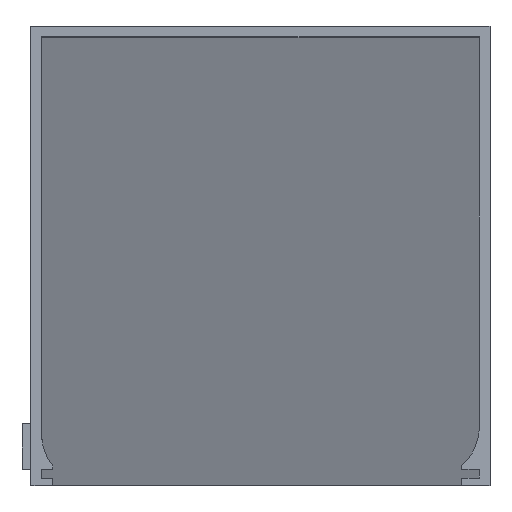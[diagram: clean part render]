
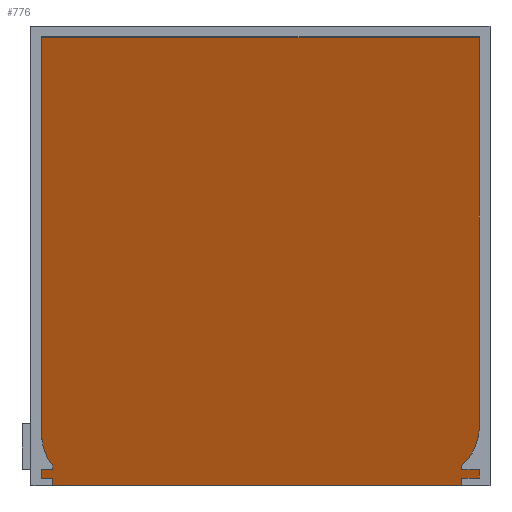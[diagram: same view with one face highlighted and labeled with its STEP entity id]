
A CAD part, top view. The second image highlights one B-rep face of the part: STEP entity #776.
In plain terms, the highlighted planar face has unit normal (0, -0.359, 0.933).
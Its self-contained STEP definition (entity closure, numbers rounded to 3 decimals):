
#15=ELLIPSE('',#814,16.071,15.);
#16=ELLIPSE('',#819,16.071,15.);
#47=PLANE('',#824);
#85=FACE_OUTER_BOUND('',#127,.T.);
#127=EDGE_LOOP('',(#663,#664,#665,#666,#667,#668,#669,#670,#671,#672,#673,
#674,#675,#676,#677,#678));
#150=LINE('',#1083,#247);
#152=LINE('',#1089,#249);
#159=LINE('',#1103,#256);
#163=LINE('',#1110,#260);
#166=LINE('',#1116,#263);
#206=LINE('',#1242,#303);
#216=LINE('',#1270,#313);
#217=LINE('',#1273,#314);
#220=LINE('',#1279,#317);
#224=LINE('',#1285,#321);
#225=LINE('',#1287,#322);
#226=LINE('',#1289,#323);
#227=LINE('',#1290,#324);
#228=LINE('',#1291,#325);
#247=VECTOR('',#849,10.);
#249=VECTOR('',#853,10.);
#256=VECTOR('',#864,10.);
#260=VECTOR('',#870,10.);
#263=VECTOR('',#875,10.);
#303=VECTOR('',#951,10.);
#313=VECTOR('',#977,10.);
#314=VECTOR('',#980,10.);
#317=VECTOR('',#985,10.);
#321=VECTOR('',#991,10.);
#322=VECTOR('',#994,10.);
#323=VECTOR('',#995,10.);
#324=VECTOR('',#996,10.);
#325=VECTOR('',#997,10.);
#345=VERTEX_POINT('',#1068);
#352=VERTEX_POINT('',#1081);
#354=VERTEX_POINT('',#1086);
#355=VERTEX_POINT('',#1088);
#360=VERTEX_POINT('',#1102);
#362=VERTEX_POINT('',#1108);
#364=VERTEX_POINT('',#1114);
#395=VERTEX_POINT('',#1239);
#396=VERTEX_POINT('',#1241);
#399=VERTEX_POINT('',#1249);
#403=VERTEX_POINT('',#1260);
#404=VERTEX_POINT('',#1262);
#406=VERTEX_POINT('',#1268);
#407=VERTEX_POINT('',#1272);
#409=VERTEX_POINT('',#1278);
#411=VERTEX_POINT('',#1288);
#426=EDGE_CURVE('',#345,#352,#150,.T.);
#428=EDGE_CURVE('',#354,#355,#152,.T.);
#435=EDGE_CURVE('',#360,#345,#159,.T.);
#439=EDGE_CURVE('',#352,#362,#163,.T.);
#442=EDGE_CURVE('',#362,#364,#166,.T.);
#487=EDGE_CURVE('',#395,#396,#206,.T.);
#492=EDGE_CURVE('',#395,#399,#15,.T.);
#497=EDGE_CURVE('',#404,#403,#16,.T.);
#501=EDGE_CURVE('',#403,#406,#216,.T.);
#502=EDGE_CURVE('',#407,#404,#217,.T.);
#505=EDGE_CURVE('',#409,#407,#220,.T.);
#509=EDGE_CURVE('',#364,#409,#224,.T.);
#510=EDGE_CURVE('',#396,#406,#225,.T.);
#511=EDGE_CURVE('',#399,#411,#226,.T.);
#512=EDGE_CURVE('',#411,#355,#227,.T.);
#513=EDGE_CURVE('',#354,#360,#228,.T.);
#663=ORIENTED_EDGE('',*,*,#435,.T.);
#664=ORIENTED_EDGE('',*,*,#426,.T.);
#665=ORIENTED_EDGE('',*,*,#439,.T.);
#666=ORIENTED_EDGE('',*,*,#442,.T.);
#667=ORIENTED_EDGE('',*,*,#509,.T.);
#668=ORIENTED_EDGE('',*,*,#505,.T.);
#669=ORIENTED_EDGE('',*,*,#502,.T.);
#670=ORIENTED_EDGE('',*,*,#497,.T.);
#671=ORIENTED_EDGE('',*,*,#501,.T.);
#672=ORIENTED_EDGE('',*,*,#510,.F.);
#673=ORIENTED_EDGE('',*,*,#487,.F.);
#674=ORIENTED_EDGE('',*,*,#492,.T.);
#675=ORIENTED_EDGE('',*,*,#511,.T.);
#676=ORIENTED_EDGE('',*,*,#512,.T.);
#677=ORIENTED_EDGE('',*,*,#428,.F.);
#678=ORIENTED_EDGE('',*,*,#513,.T.);
#776=ADVANCED_FACE('',(#85),#47,.T.);
#814=AXIS2_PLACEMENT_3D('',#1251,#958,#959);
#819=AXIS2_PLACEMENT_3D('',#1263,#970,#971);
#824=AXIS2_PLACEMENT_3D('',#1286,#992,#993);
#849=DIRECTION('',(1.,0.,0.));
#853=DIRECTION('',(0.,0.933,0.359));
#864=DIRECTION('',(0.,-0.933,-0.359));
#870=DIRECTION('',(0.,0.933,0.359));
#875=DIRECTION('',(1.,0.,0.));
#951=DIRECTION('',(0.,0.933,0.359));
#958=DIRECTION('center_axis',(0.,-0.359,0.933));
#959=DIRECTION('ref_axis',(0.,-0.933,-0.359));
#970=DIRECTION('center_axis',(0.,-0.359,0.933));
#971=DIRECTION('ref_axis',(0.,-0.933,-0.359));
#977=DIRECTION('',(0.,0.933,0.359));
#980=DIRECTION('',(0.,0.933,0.359));
#985=DIRECTION('',(-1.,0.,0.));
#991=DIRECTION('',(0.,0.933,0.359));
#992=DIRECTION('center_axis',(0.,-0.359,0.933));
#993=DIRECTION('ref_axis',(0.,-0.933,-0.359));
#994=DIRECTION('',(1.,0.,0.));
#995=DIRECTION('',(0.,-0.933,-0.359));
#996=DIRECTION('',(-1.,0.,0.));
#997=DIRECTION('',(1.,0.,0.));
#1068=CARTESIAN_POINT('',(6.2,-130.,0.));
#1081=CARTESIAN_POINT('',(122.,-130.,0.));
#1083=CARTESIAN_POINT('',(0.,-130.,0.));
#1086=CARTESIAN_POINT('',(3.,-128.,0.769));
#1088=CARTESIAN_POINT('',(3.,-125.5,1.731));
#1089=CARTESIAN_POINT('',(3.,-63.693,25.503));
#1102=CARTESIAN_POINT('',(6.2,-128.,0.769));
#1103=CARTESIAN_POINT('',(6.2,-48.214,31.456));
#1108=CARTESIAN_POINT('',(122.,-128.,0.769));
#1110=CARTESIAN_POINT('',(122.,-49.085,31.121));
#1114=CARTESIAN_POINT('',(127.,-128.,0.769));
#1116=CARTESIAN_POINT('',(61.,-128.,0.769));
#1239=CARTESIAN_POINT('',(3.,-115.239,5.677));
#1241=CARTESIAN_POINT('',(3.,-3.,48.846));
#1242=CARTESIAN_POINT('',(3.,-63.693,25.503));
#1249=CARTESIAN_POINT('',(6.2,-124.5,2.115));
#1251=CARTESIAN_POINT('Origin',(18.,-115.239,5.677));
#1260=CARTESIAN_POINT('',(127.,-113.32,6.416));
#1262=CARTESIAN_POINT('',(122.,-124.5,2.115));
#1263=CARTESIAN_POINT('Origin',(112.,-113.32,6.416));
#1268=CARTESIAN_POINT('',(127.,-3.,48.846));
#1270=CARTESIAN_POINT('',(127.,-49.085,31.121));
#1272=CARTESIAN_POINT('',(122.,-125.5,1.731));
#1273=CARTESIAN_POINT('',(122.,-46.287,32.197));
#1278=CARTESIAN_POINT('',(127.,-125.5,1.731));
#1279=CARTESIAN_POINT('',(63.5,-125.5,1.731));
#1285=CARTESIAN_POINT('',(127.,-49.085,31.121));
#1286=CARTESIAN_POINT('Origin',(0.,0.,50.));
#1287=CARTESIAN_POINT('',(1.5,-3.,48.846));
#1288=CARTESIAN_POINT('',(6.2,-125.5,1.731));
#1289=CARTESIAN_POINT('',(6.2,-45.852,32.365));
#1290=CARTESIAN_POINT('',(3.1,-125.5,1.731));
#1291=CARTESIAN_POINT('',(1.5,-128.,0.769));
